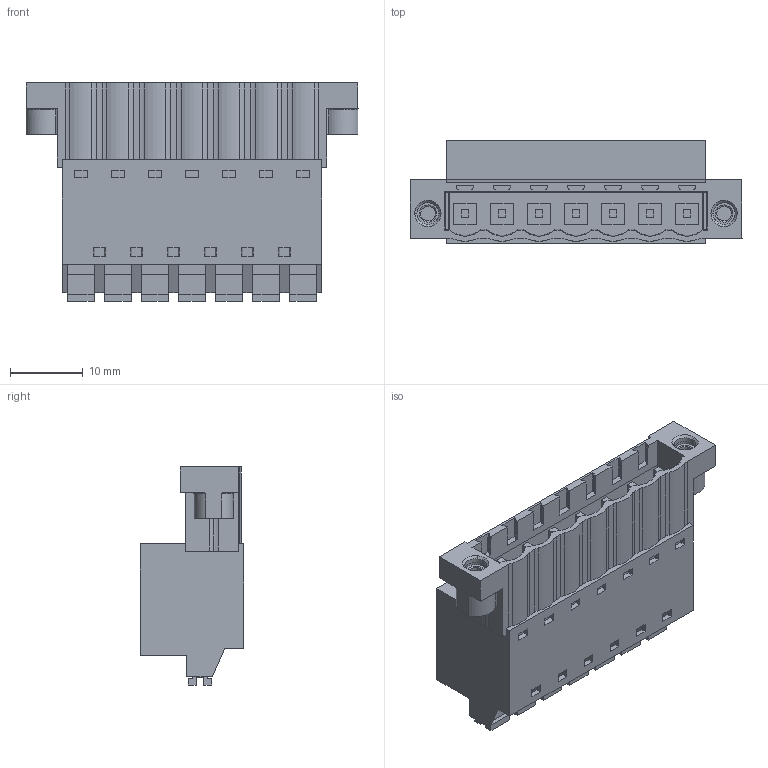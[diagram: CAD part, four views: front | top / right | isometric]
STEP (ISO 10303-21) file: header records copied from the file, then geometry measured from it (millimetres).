
FILE_DESCRIPTION(('CATIA V5 STEP Exchange','CAx-IF Rec.Pracs.--- Model Styling and Organization---1.4--- 2014-01-23'),'2;1');
FILE_NAME ('011734-2_1_1336220000_1336220000.stp','2021-09-07T05:26:49+00:00',('none'),('Weidmueller'),'CATIA Version 5-6 Release 2016 SP3 HF44','CATIA V5 STEP AP214','none');
FILE_SCHEMA(('AUTOMOTIVE_DESIGN { 1 0 10303 214 1 1 1 1 }'));
Length unit declared in the file: millimetre
Products named in the file (1): 1336220000
Bounding box: 45.56 x 14.2 x 29.93 mm (x, y, z)
Volume: 8191.5 mm3; surface area: 7878.5 mm2
Topology: 17 solids, 17 shells, 792 faces, 2078 edges, 1358 vertices
Faces by surface type: plane 649, cylinder 99, cone 22, extrusion 14, torus 8
Entity records: 23973 total; most frequent: CARTESIAN_POINT 5317, ORIENTED_EDGE 4156, DIRECTION 3162, EDGE_CURVE 2078, VECTOR 1815, LINE 1801, VERTEX_POINT 1358, EDGE_LOOP 876
